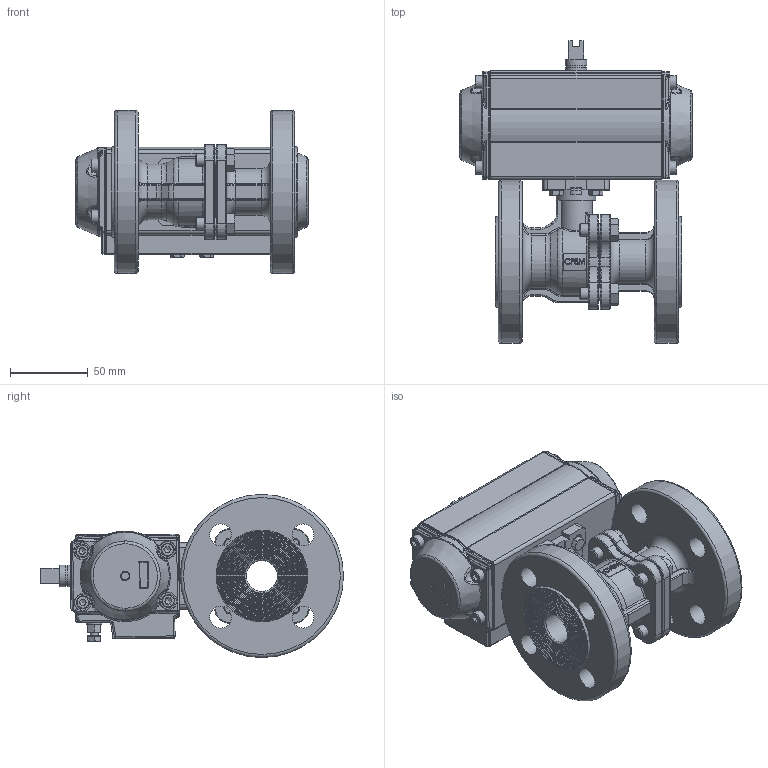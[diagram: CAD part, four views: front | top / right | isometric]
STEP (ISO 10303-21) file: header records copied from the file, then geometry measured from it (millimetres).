
FILE_DESCRIPTION(/* description */ ('Unknown'),/* implementation_level */ '2;1');
FILE_NAME(/* name */ 'PD02 0920-05',/* time_stamp */ '2024-09-24T10:55:08+02:00',/* author */ ('Unknown'),/* organization */ ('Unknown'),/* preprocessor_version */ 'ST-DEVELOPER v19.4',/* originating_system */ 'Solid Edge',/* authorisation */ 'Unknown');
FILE_SCHEMA (('AUTOMOTIVE_DESIGN {1 0 10303 214 3 1 1}'));
Products named in the file (20): AE01_020920-05; 920-05; MV-24D-LZ-DN20; MV-24D-T(J)-DN20; MV-24D-DD-DN20; MV-24D-FS-DN20; MV-24D-G(J)-DN20; MV-24D-FGM-DN20; MV-24D-FG-DN20; PD02_PE01; vt50-2016-06-25; hex bolt gradeab_din_ISO 4014 - M5 x 25 x 16-N; huosai50; vt50-2016-06-25 _______MIR; zhou50; VTE50____; plain washers-n series-grade a gb_GB_FASTENER_WASHER_PWNA 5; hex nut gradec_din_Hexagon Nut ISO 4034 - M5 - N; socket head cap screw_din_DIN 912 M5 x 16 --- 16N; DIN 933 M5x16 A2-70 BLK_EDST
Assembly tree (36 placements, depth 3):
  AE01_020920-05
    920-05
      MV-24D-LZ-DN20  x4
      MV-24D-T(J)-DN20
      MV-24D-DD-DN20
      MV-24D-FS-DN20
      MV-24D-G(J)-DN20
      MV-24D-FGM-DN20
      MV-24D-FG-DN20
    PD02_PE01
      vt50-2016-06-25
      hex bolt gradeab_din_ISO 4014 - M5 x 25 x 16-N  x2
      huosai50  x2
      vt50-2016-06-25 _______MIR
      zhou50
      VTE50____
      plain washers-n series-grade a gb_GB_FASTENER_WASHER_PWNA 5  x2
      hex nut gradec_din_Hexagon Nut ISO 4034 - M5 - N  x2
      socket head cap screw_din_DIN 912 M5 x 16 --- 16N  x8
    DIN 933 M5x16 A2-70 BLK_EDST  x4
Bounding box: 149.4 x 195 x 105 mm (x, y, z)
Volume: 736213.7 mm3; surface area: 227950.7 mm2
Topology: 34 solids, 34 shells, 2958 faces, 7185 edges, 4457 vertices
Faces by surface type: plane 1023, cylinder 705, bspline 479, cone 394, torus 335, sphere 22
Full cylindrical faces by diameter (mm): 2.5 x2, 4.134 x20, 4.2 x3, 4.917 x7, 5 x16, 5.3 x2, 5.5 x1, 6.9 x4, 8 x10, 8.5 x8, 8.566 x2, 8.6 x1, 9 x4, 9.6 x1, 10 x4, 10.5 x1, 11 x1, 11.4 x1, 12 x3, 12.3 x1, 12.5 x2, 12.6 x3, 12.7 x1, 12.9 x1, 13 x12, 13.5 x2, 14 x13, 15.9 x1, 16 x1, 16.5 x2
Entity records: 106497 total; most frequent: CARTESIAN_POINT 56472, ORIENTED_EDGE 10422, DIRECTION 9100, EDGE_CURVE 5211, AXIS2_PLACEMENT_3D 3602, VERTEX_POINT 3498, FACE_BOUND 2997, EDGE_LOOP 2976
